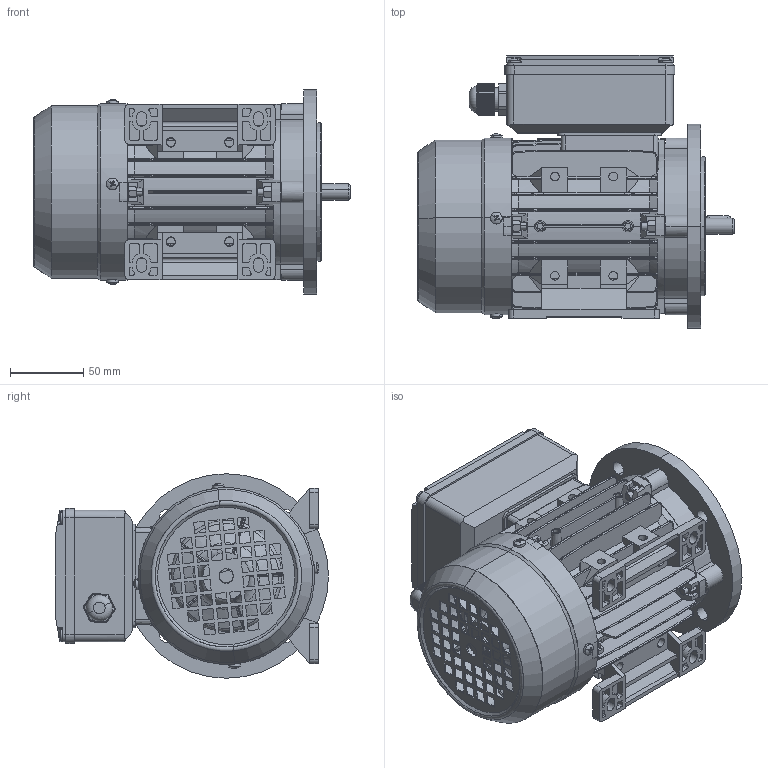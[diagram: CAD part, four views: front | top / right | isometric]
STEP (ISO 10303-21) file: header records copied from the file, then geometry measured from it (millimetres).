
FILE_DESCRIPTION (( 'STEP AP203' ), '1' );
FILE_NAME ('MY63 B35.STEP', '2016-02-27T07:15:55', ( 'USER' ), ( 'MS' ), 'SwSTEP 2.0', 'SolidWorks 2008', '' );
FILE_SCHEMA (( 'CONFIG_CONTROL_DESIGN' ));
Length unit declared in the file: millimetre
Products named in the file (15): Hexagon nuts grade C GB_GB_FASTENER_NUT_SNC1 M5-N; 63 底脚_默认; Hexagon socket head cap screws GB_GB_FASTENER_SCREWS_HSHCS M5X25-N; MY63 B35; 63 转轴_默认; 63机壳_默认; 63 后盖_默认; 63 风罩_默认; MS63 风叶_默认; Circlips for shaft--Type A large GB_GB_CONNECTING_PIECE_RING_RRA 11; 出线螺套M16_默认; my接线盒座_默认; my接线盒盖_默认; Cross recessed thread forming screws GB_GB_CROSS_SCREWS_TYPE138 M4X10-N; 63 B5盖_默认
Assembly tree (36 placements, depth 2):
  MY63 B35
    63 后盖_默认
    my接线盒座_默认
    Hexagon socket head cap screws GB_GB_FASTENER_SCREWS_HSHCS M5X25-N  x8
    63 底脚_默认  x2
    MS63 风叶_默认
    Hexagon nuts grade C GB_GB_FASTENER_NUT_SNC1 M5-N  x8
    63 转轴_默认
    Cross recessed thread forming screws GB_GB_CROSS_SCREWS_TYPE138 M4X10-N  x8
    my接线盒盖_默认
    63机壳_默认
    63 B5盖_默认
    出线螺套M16_默认
    Circlips for shaft--Type A large GB_GB_CONNECTING_PIECE_RING_RRA 11
    63 风罩_默认
Bounding box: 217 x 187 x 140 mm (x, y, z)
Volume: 624431.8 mm3; surface area: 440391 mm2
Topology: 36 solids, 36 shells, 3100 faces, 8056 edges, 5089 vertices
Faces by surface type: plane 1676, cylinder 955, cone 202, sphere 90, torus 89, bspline 88
Entity records: 85490 total; most frequent: CARTESIAN_POINT 22343, ORIENTED_EDGE 13204, DIRECTION 12131, EDGE_CURVE 6602, VERTEX_POINT 4192, AXIS2_PLACEMENT_3D 4149, VECTOR 3833, LINE 3833
